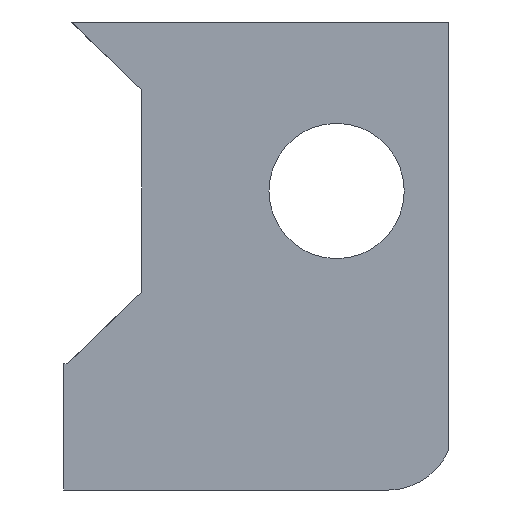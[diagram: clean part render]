
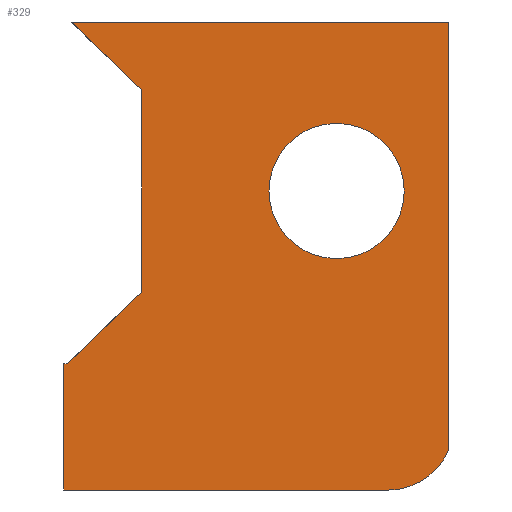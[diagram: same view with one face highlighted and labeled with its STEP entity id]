
A CAD part, front view. The second image highlights one B-rep face of the part: STEP entity #329.
In plain terms, the highlighted planar face has unit normal (0, -1, 0).
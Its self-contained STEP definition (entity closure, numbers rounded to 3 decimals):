
#8 = VERTEX_POINT ( 'NONE', #398 ) ;
#28 = VERTEX_POINT ( 'NONE', #119 ) ;
#31 = LINE ( 'NONE', #198, #56 ) ;
#34 = EDGE_CURVE ( 'NONE', #436, #65, #426, .T. ) ;
#35 = DIRECTION ( 'NONE',  ( 0., 0., -1. ) ) ;
#41 = VECTOR ( 'NONE', #35, 1000. ) ;
#42 = CARTESIAN_POINT ( 'NONE',  ( 0., 0., 0. ) ) ;
#45 = VECTOR ( 'NONE', #485, 1000. ) ;
#55 = ORIENTED_EDGE ( 'NONE', *, *, #34, .F. ) ;
#56 = VECTOR ( 'NONE', #409, 1000. ) ;
#60 = ORIENTED_EDGE ( 'NONE', *, *, #196, .T. ) ;
#65 = VERTEX_POINT ( 'NONE', #169 ) ;
#69 = LINE ( 'NONE', #171, #205 ) ;
#90 = EDGE_CURVE ( 'NONE', #163, #178, #302, .T. ) ;
#101 = VERTEX_POINT ( 'NONE', #374 ) ;
#102 = DIRECTION ( 'NONE',  ( 0., 1., 0. ) ) ;
#103 = CARTESIAN_POINT ( 'NONE',  ( 3., 0., 7.611 ) ) ;
#112 = ORIENTED_EDGE ( 'NONE', *, *, #360, .T. ) ;
#116 = DIRECTION ( 'NONE',  ( 0., 0., 1. ) ) ;
#119 = CARTESIAN_POINT ( 'NONE',  ( 3., 0., 15.389 ) ) ;
#120 = LINE ( 'NONE', #42, #41 ) ;
#121 = EDGE_CURVE ( 'NONE', #532, #276, #69, .T. ) ;
#126 = LINE ( 'NONE', #542, #544 ) ;
#146 = EDGE_CURVE ( 'NONE', #28, #187, #306, .T. ) ;
#147 = LINE ( 'NONE', #233, #45 ) ;
#148 = EDGE_LOOP ( 'NONE', ( #379, #321, #354, #353, #60, #389, #260, #112, #281 ) ) ;
#152 = PLANE ( 'NONE',  #290 ) ;
#162 = DIRECTION ( 'NONE',  ( 0., -1., 0. ) ) ;
#163 = VERTEX_POINT ( 'NONE', #315 ) ;
#164 = LINE ( 'NONE', #208, #200 ) ;
#166 = DIRECTION ( 'NONE',  ( 0., 0., -1. ) ) ;
#169 = CARTESIAN_POINT ( 'NONE',  ( 10.5, 0., 14.1 ) ) ;
#171 = CARTESIAN_POINT ( 'NONE',  ( 0., 0., 18. ) ) ;
#174 = CARTESIAN_POINT ( 'NONE',  ( 3., 0., 7.611 ) ) ;
#178 = VERTEX_POINT ( 'NONE', #482 ) ;
#187 = VERTEX_POINT ( 'NONE', #174 ) ;
#196 = EDGE_CURVE ( 'NONE', #187, #399, #230, .T. ) ;
#198 = CARTESIAN_POINT ( 'NONE',  ( 0., 0., 0. ) ) ;
#200 = VECTOR ( 'NONE', #202, 1000. ) ;
#202 = DIRECTION ( 'NONE',  ( -1., 0., 0. ) ) ;
#204 = CARTESIAN_POINT ( 'NONE',  ( 14.8, 0., 18. ) ) ;
#205 = VECTOR ( 'NONE', #344, 1000. ) ;
#206 = AXIS2_PLACEMENT_3D ( 'NONE', #500, #162, #166 ) ;
#208 = CARTESIAN_POINT ( 'NONE',  ( 0.139, 0., 4.856 ) ) ;
#230 = LINE ( 'NONE', #103, #444 ) ;
#233 = CARTESIAN_POINT ( 'NONE',  ( 0.139, 0., 18.144 ) ) ;
#234 = ORIENTED_EDGE ( 'NONE', *, *, #546, .F. ) ;
#256 = DIRECTION ( 'NONE',  ( -0.72, 0., -0.694 ) ) ;
#260 = ORIENTED_EDGE ( 'NONE', *, *, #491, .T. ) ;
#276 = VERTEX_POINT ( 'NONE', #304 ) ;
#281 = ORIENTED_EDGE ( 'NONE', *, *, #90, .F. ) ;
#290 = AXIS2_PLACEMENT_3D ( 'NONE', #526, #410, #116 ) ;
#302 = CIRCLE ( 'NONE', #404, 2.5 ) ;
#304 = CARTESIAN_POINT ( 'NONE',  ( 0.288, 0., 18. ) ) ;
#306 = LINE ( 'NONE', #463, #391 ) ;
#315 = CARTESIAN_POINT ( 'NONE',  ( 14.8, 0., 1.52 ) ) ;
#321 = ORIENTED_EDGE ( 'NONE', *, *, #121, .T. ) ;
#322 = DIRECTION ( 'NONE',  ( 0., -1., 0. ) ) ;
#328 = FACE_OUTER_BOUND ( 'NONE', #148, .T. ) ;
#329 = ADVANCED_FACE ( 'NONE', ( #328, #366 ), #152, .T. ) ;
#344 = DIRECTION ( 'NONE',  ( -1., 0., 0. ) ) ;
#349 = EDGE_CURVE ( 'NONE', #276, #28, #147, .T. ) ;
#353 = ORIENTED_EDGE ( 'NONE', *, *, #146, .T. ) ;
#354 = ORIENTED_EDGE ( 'NONE', *, *, #349, .T. ) ;
#360 = EDGE_CURVE ( 'NONE', #101, #178, #31, .T. ) ;
#366 = FACE_BOUND ( 'NONE', #484, .T. ) ;
#374 = CARTESIAN_POINT ( 'NONE',  ( 0., 0., 0. ) ) ;
#379 = ORIENTED_EDGE ( 'NONE', *, *, #508, .T. ) ;
#389 = ORIENTED_EDGE ( 'NONE', *, *, #501, .T. ) ;
#391 = VECTOR ( 'NONE', #394, 1000. ) ;
#394 = DIRECTION ( 'NONE',  ( 0., 0., -1. ) ) ;
#398 = CARTESIAN_POINT ( 'NONE',  ( 0., 0., 4.856 ) ) ;
#399 = VERTEX_POINT ( 'NONE', #442 ) ;
#404 = AXIS2_PLACEMENT_3D ( 'NONE', #459, #102, #496 ) ;
#409 = DIRECTION ( 'NONE',  ( 1., 0., 0. ) ) ;
#410 = DIRECTION ( 'NONE',  ( 0., -1., 0. ) ) ;
#426 = CIRCLE ( 'NONE', #499, 2.6 ) ;
#436 = VERTEX_POINT ( 'NONE', #505 ) ;
#442 = CARTESIAN_POINT ( 'NONE',  ( 0.139, 0., 4.856 ) ) ;
#444 = VECTOR ( 'NONE', #256, 1000. ) ;
#455 = CARTESIAN_POINT ( 'NONE',  ( 10.5, 0., 11.5 ) ) ;
#459 = CARTESIAN_POINT ( 'NONE',  ( 12.5, 0., 2.5 ) ) ;
#463 = CARTESIAN_POINT ( 'NONE',  ( 3., 0., 15.389 ) ) ;
#468 = CIRCLE ( 'NONE', #206, 2.6 ) ;
#482 = CARTESIAN_POINT ( 'NONE',  ( 12.5, 0., 0. ) ) ;
#484 = EDGE_LOOP ( 'NONE', ( #55, #234 ) ) ;
#485 = DIRECTION ( 'NONE',  ( 0.72, 0., -0.694 ) ) ;
#487 = DIRECTION ( 'NONE',  ( 0., 0., -1. ) ) ;
#491 = EDGE_CURVE ( 'NONE', #8, #101, #120, .T. ) ;
#496 = DIRECTION ( 'NONE',  ( 0., 0., 1. ) ) ;
#499 = AXIS2_PLACEMENT_3D ( 'NONE', #455, #322, #487 ) ;
#500 = CARTESIAN_POINT ( 'NONE',  ( 10.5, 0., 11.5 ) ) ;
#501 = EDGE_CURVE ( 'NONE', #399, #8, #164, .T. ) ;
#505 = CARTESIAN_POINT ( 'NONE',  ( 10.5, 0., 8.9 ) ) ;
#508 = EDGE_CURVE ( 'NONE', #163, #532, #126, .T. ) ;
#526 = CARTESIAN_POINT ( 'NONE',  ( 0., 0., 0. ) ) ;
#532 = VERTEX_POINT ( 'NONE', #204 ) ;
#542 = CARTESIAN_POINT ( 'NONE',  ( 14.8, 0., 18. ) ) ;
#544 = VECTOR ( 'NONE', #545, 1000. ) ;
#545 = DIRECTION ( 'NONE',  ( 0., 0., 1. ) ) ;
#546 = EDGE_CURVE ( 'NONE', #65, #436, #468, .T. ) ;
